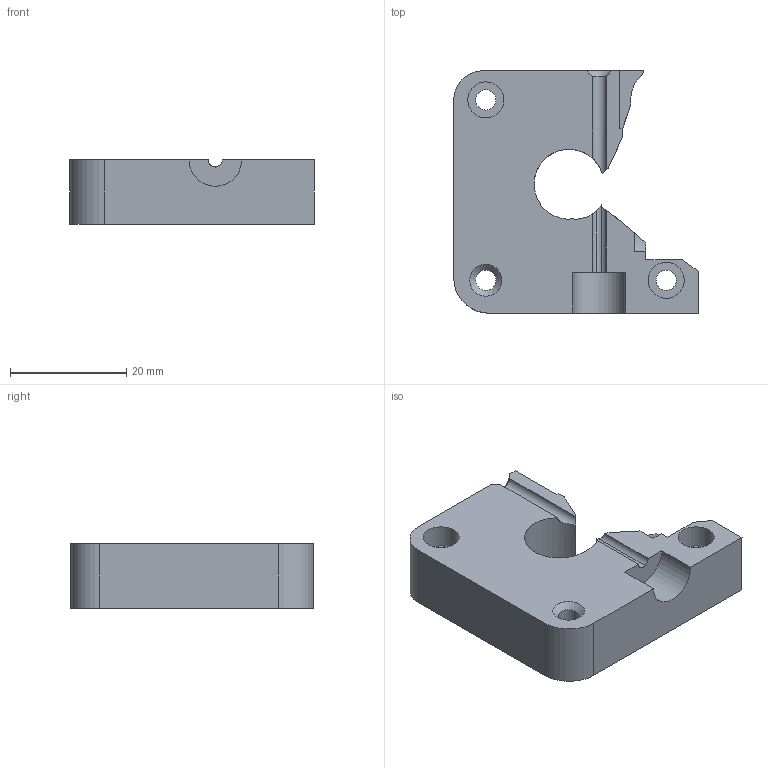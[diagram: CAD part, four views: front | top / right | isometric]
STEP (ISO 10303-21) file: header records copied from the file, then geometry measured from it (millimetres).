
FILE_DESCRIPTION(/* description */ (''),/* implementation_level */ '2;1');
FILE_NAME(/* name */ 'extruder-motor-plate v3.step',/* time_stamp */ '2019-10-30T23:31:49-05:00',/* author */ (''),/* organization */ (''),/* preprocessor_version */ 'ST-DEVELOPER v18',/* originating_system */ 'Autodesk Translation Framework v8.6.0.1094',/* authorisation */ '');
FILE_SCHEMA (('AUTOMOTIVE_DESIGN { 1 0 10303 214 3 1 1 }'));
Length unit declared in the file: millimetre
Products named in the file (1): extruder-motor-plate
Bounding box: 42 x 41.65 x 11 mm (x, y, z)
Volume: 12241.9 mm3; surface area: 4913.1 mm2
Topology: 1 solids, 1 shells, 47 faces, 127 edges, 84 vertices
Faces by surface type: plane 23, cylinder 18, cone 5, bspline 1
Full cylindrical faces by diameter (mm): 3.5 x3, 6.2 x2
Entity records: 1578 total; most frequent: CARTESIAN_POINT 314, DIRECTION 257, ORIENTED_EDGE 254, EDGE_CURVE 127, AXIS2_PLACEMENT_3D 89, VERTEX_POINT 84, LINE 79, VECTOR 79
